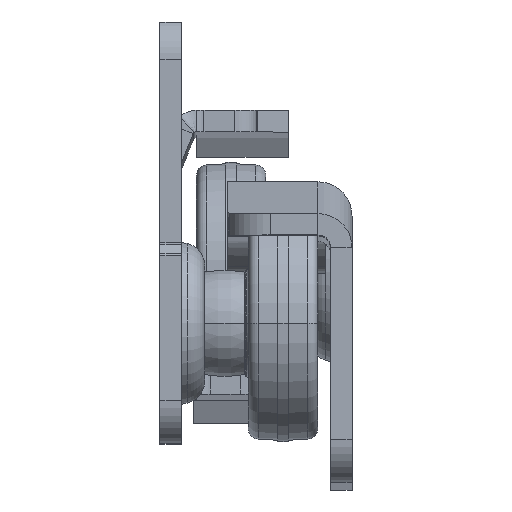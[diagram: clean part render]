
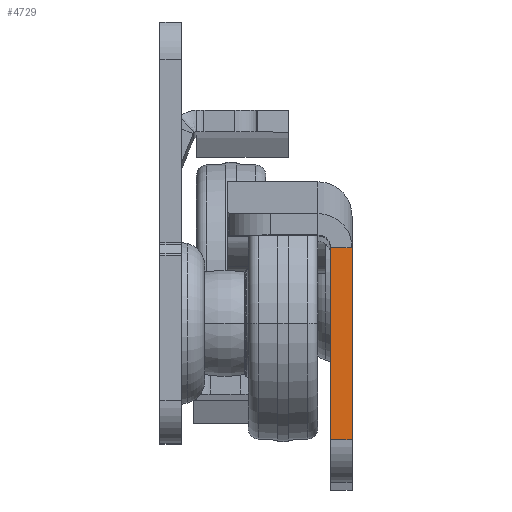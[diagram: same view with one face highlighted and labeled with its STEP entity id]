
A CAD part, top view. The second image highlights one B-rep face of the part: STEP entity #4729.
In plain terms, the highlighted planar face has unit normal (0, 0, 1).
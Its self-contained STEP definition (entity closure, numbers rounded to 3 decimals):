
#4729 = ADVANCED_FACE ( 'NONE', ( #48093 ), #7384, .T. ) ;
#6294 = LINE ( 'NONE', #35264, #14834 ) ;
#6350 = EDGE_CURVE ( 'NONE', #44889, #8139, #44954, .T. ) ;
#6687 = LINE ( 'NONE', #10388, #47086 ) ;
#6918 = EDGE_LOOP ( 'NONE', ( #30758, #36439, #16128, #16483 ) ) ;
#7384 = PLANE ( 'NONE',  #48610 ) ;
#7644 = DIRECTION ( 'NONE',  ( 0., 0., 1. ) ) ;
#8139 = VERTEX_POINT ( 'NONE', #13556 ) ;
#10388 = CARTESIAN_POINT ( 'NONE',  ( -2., -7.75, 395.5 ) ) ;
#10877 = CARTESIAN_POINT ( 'NONE',  ( -2., -7.75, 395.5 ) ) ;
#12162 = DIRECTION ( 'NONE',  ( 1., 0., 0. ) ) ;
#12174 = LINE ( 'NONE', #52624, #47493 ) ;
#13556 = CARTESIAN_POINT ( 'NONE',  ( 0., -7.75, 395.5 ) ) ;
#14834 = VECTOR ( 'NONE', #23022, 1000. ) ;
#16128 = ORIENTED_EDGE ( 'NONE', *, *, #32273, .T. ) ;
#16483 = ORIENTED_EDGE ( 'NONE', *, *, #6350, .F. ) ;
#19332 = VERTEX_POINT ( 'NONE', #50025 ) ;
#21213 = EDGE_CURVE ( 'NONE', #19332, #44134, #12174, .T. ) ;
#21225 = VECTOR ( 'NONE', #33237, 1000. ) ;
#21260 = CARTESIAN_POINT ( 'NONE',  ( 0., -11.75, 395.5 ) ) ;
#23022 = DIRECTION ( 'NONE',  ( 1., 0., 0. ) ) ;
#30758 = ORIENTED_EDGE ( 'NONE', *, *, #32824, .F. ) ;
#32273 = EDGE_CURVE ( 'NONE', #44134, #8139, #6687, .T. ) ;
#32824 = EDGE_CURVE ( 'NONE', #19332, #44889, #6294, .T. ) ;
#33237 = DIRECTION ( 'NONE',  ( 0., -1., 0. ) ) ;
#35264 = CARTESIAN_POINT ( 'NONE',  ( -2., 10.226, 395.5 ) ) ;
#35876 = DIRECTION ( 'NONE',  ( 0., -1., 0. ) ) ;
#36439 = ORIENTED_EDGE ( 'NONE', *, *, #21213, .T. ) ;
#37795 = CARTESIAN_POINT ( 'NONE',  ( 0., 10.226, 395.5 ) ) ;
#44134 = VERTEX_POINT ( 'NONE', #10877 ) ;
#44889 = VERTEX_POINT ( 'NONE', #37795 ) ;
#44954 = LINE ( 'NONE', #21260, #21225 ) ;
#47086 = VECTOR ( 'NONE', #47099, 1000. ) ;
#47099 = DIRECTION ( 'NONE',  ( 1., 0., 0. ) ) ;
#47493 = VECTOR ( 'NONE', #35876, 1000. ) ;
#48093 = FACE_OUTER_BOUND ( 'NONE', #6918, .T. ) ;
#48353 = CARTESIAN_POINT ( 'NONE',  ( -2., -11.75, 395.5 ) ) ;
#48610 = AXIS2_PLACEMENT_3D ( 'NONE', #48353, #7644, #12162 ) ;
#50025 = CARTESIAN_POINT ( 'NONE',  ( -2., 10.226, 395.5 ) ) ;
#52624 = CARTESIAN_POINT ( 'NONE',  ( -2., -11.75, 395.5 ) ) ;
